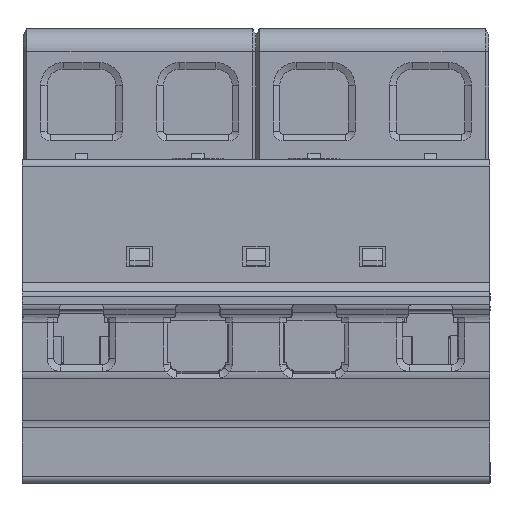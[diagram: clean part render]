
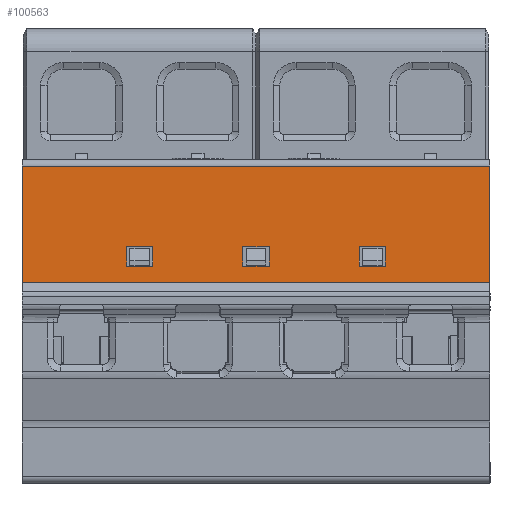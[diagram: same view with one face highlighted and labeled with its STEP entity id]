
A CAD part, left-side view. The second image highlights one B-rep face of the part: STEP entity #100563.
In plain terms, the highlighted planar face has unit normal (-1, 0, 0).
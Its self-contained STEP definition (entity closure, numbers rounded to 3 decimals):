
#11267=DIRECTION('',(0.,0.,1.));
#11268=VECTOR('',#11267,17.8);
#11269=CARTESIAN_POINT('',(0.,0.,25.2));
#11270=LINE('',#11269,#11268);
#14888=DIRECTION('',(0.,0.,1.));
#14889=VECTOR('',#14888,17.8);
#14890=CARTESIAN_POINT('',(0.,71.6,25.2));
#14891=LINE('',#14890,#14889);
#14892=DIRECTION('',(0.,0.,1.));
#14893=VECTOR('',#14892,3.);
#14894=CARTESIAN_POINT('',(0.,33.8,27.7));
#14895=LINE('',#14894,#14893);
#14896=DIRECTION('',(0.,1.,0.));
#14897=VECTOR('',#14896,4.);
#14898=CARTESIAN_POINT('',(0.,33.8,30.7));
#14899=LINE('',#14898,#14897);
#14900=DIRECTION('',(0.,0.,-1.));
#14901=VECTOR('',#14900,3.);
#14902=CARTESIAN_POINT('',(0.,37.8,30.7));
#14903=LINE('',#14902,#14901);
#14904=DIRECTION('',(0.,-1.,0.));
#14905=VECTOR('',#14904,4.);
#14906=CARTESIAN_POINT('',(0.,37.8,27.7));
#14907=LINE('',#14906,#14905);
#14908=DIRECTION('',(0.,1.,0.));
#14909=VECTOR('',#14908,4.);
#14910=CARTESIAN_POINT('',(0.,16.,30.7));
#14911=LINE('',#14910,#14909);
#14912=DIRECTION('',(0.,0.,-1.));
#14913=VECTOR('',#14912,3.);
#14914=CARTESIAN_POINT('',(0.,20.,30.7));
#14915=LINE('',#14914,#14913);
#14916=DIRECTION('',(0.,0.,-1.));
#14917=VECTOR('',#14916,3.);
#14918=CARTESIAN_POINT('',(0.,55.6,30.7));
#14919=LINE('',#14918,#14917);
#14920=DIRECTION('',(0.,-1.,0.));
#14921=VECTOR('',#14920,4.);
#14922=CARTESIAN_POINT('',(0.,55.6,27.7));
#14923=LINE('',#14922,#14921);
#14924=DIRECTION('',(0.,1.,0.));
#14925=VECTOR('',#14924,71.6);
#14926=CARTESIAN_POINT('',(0.,0.,43.));
#14927=LINE('',#14926,#14925);
#34317=DIRECTION('',(0.,1.,0.));
#34318=VECTOR('',#34317,4.);
#34319=CARTESIAN_POINT('',(0.,16.,27.7));
#34320=LINE('',#34319,#34318);
#34325=DIRECTION('',(0.,0.,-1.));
#34326=VECTOR('',#34325,3.);
#34327=CARTESIAN_POINT('',(0.,16.,30.7));
#34328=LINE('',#34327,#34326);
#47411=DIRECTION('',(0.,-1.,0.));
#47412=VECTOR('',#47411,4.);
#47413=CARTESIAN_POINT('',(0.,55.6,30.7));
#47414=LINE('',#47413,#47412);
#47427=DIRECTION('',(0.,0.,-1.));
#47428=VECTOR('',#47427,3.);
#47429=CARTESIAN_POINT('',(0.,51.6,30.7));
#47430=LINE('',#47429,#47428);
#47505=DIRECTION('',(0.,-1.,0.));
#47506=VECTOR('',#47505,71.6);
#47507=CARTESIAN_POINT('',(0.,71.6,25.2));
#47508=LINE('',#47507,#47506);
#63363=CARTESIAN_POINT('',(0.,0.,25.2));
#63364=VERTEX_POINT('',#63363);
#63365=CARTESIAN_POINT('',(0.,0.,43.));
#63366=VERTEX_POINT('',#63365);
#64440=CARTESIAN_POINT('',(0.,71.6,25.2));
#64441=CARTESIAN_POINT('',(0.,71.6,43.));
#64442=VERTEX_POINT('',#64440);
#64443=VERTEX_POINT('',#64441);
#65290=CARTESIAN_POINT('',(0.,33.8,27.7));
#65291=CARTESIAN_POINT('',(0.,33.8,30.7));
#65292=VERTEX_POINT('',#65290);
#65293=VERTEX_POINT('',#65291);
#65294=CARTESIAN_POINT('',(0.,37.8,30.7));
#65295=VERTEX_POINT('',#65294);
#65296=CARTESIAN_POINT('',(0.,37.8,27.7));
#65297=VERTEX_POINT('',#65296);
#65298=CARTESIAN_POINT('',(0.,16.,30.7));
#65299=CARTESIAN_POINT('',(0.,16.,27.7));
#65300=VERTEX_POINT('',#65298);
#65301=VERTEX_POINT('',#65299);
#65302=CARTESIAN_POINT('',(0.,20.,30.7));
#65303=VERTEX_POINT('',#65302);
#65304=CARTESIAN_POINT('',(0.,20.,27.7));
#65305=VERTEX_POINT('',#65304);
#65306=CARTESIAN_POINT('',(0.,55.6,30.7));
#65307=CARTESIAN_POINT('',(0.,55.6,27.7));
#65308=VERTEX_POINT('',#65306);
#65309=VERTEX_POINT('',#65307);
#65310=CARTESIAN_POINT('',(0.,51.6,27.7));
#65311=VERTEX_POINT('',#65310);
#65312=CARTESIAN_POINT('',(0.,51.6,30.7));
#65313=VERTEX_POINT('',#65312);
#100520=CARTESIAN_POINT('',(0.,35.8,-5.5));
#100521=DIRECTION('',(-1.,0.,0.));
#100522=DIRECTION('',(0.,0.,1.));
#100523=AXIS2_PLACEMENT_3D('',#100520,#100521,#100522);
#100524=PLANE('',#100523);
#100525=ORIENTED_EDGE('',*,*,#99613,.T.);
#100527=ORIENTED_EDGE('',*,*,#100526,.F.);
#100528=ORIENTED_EDGE('',*,*,#97956,.F.);
#100530=ORIENTED_EDGE('',*,*,#100529,.F.);
#100531=EDGE_LOOP('',(#100525,#100527,#100528,#100530));
#100532=FACE_OUTER_BOUND('',#100531,.F.);
#100534=ORIENTED_EDGE('',*,*,#100533,.T.);
#100536=ORIENTED_EDGE('',*,*,#100535,.T.);
#100538=ORIENTED_EDGE('',*,*,#100537,.T.);
#100540=ORIENTED_EDGE('',*,*,#100539,.T.);
#100541=EDGE_LOOP('',(#100534,#100536,#100538,#100540));
#100542=FACE_BOUND('',#100541,.F.);
#100544=ORIENTED_EDGE('',*,*,#100543,.F.);
#100546=ORIENTED_EDGE('',*,*,#100545,.T.);
#100548=ORIENTED_EDGE('',*,*,#100547,.T.);
#100550=ORIENTED_EDGE('',*,*,#100549,.F.);
#100551=EDGE_LOOP('',(#100544,#100546,#100548,#100550));
#100552=FACE_BOUND('',#100551,.F.);
#100554=ORIENTED_EDGE('',*,*,#100553,.T.);
#100556=ORIENTED_EDGE('',*,*,#100555,.T.);
#100558=ORIENTED_EDGE('',*,*,#100557,.F.);
#100560=ORIENTED_EDGE('',*,*,#100559,.F.);
#100561=EDGE_LOOP('',(#100554,#100556,#100558,#100560));
#100562=FACE_BOUND('',#100561,.F.);
#100563=ADVANCED_FACE('',(#100532,#100542,#100552,#100562),#100524,.T.);
#97956=EDGE_CURVE('',#63364,#63366,#11270,.T.);
#99613=EDGE_CURVE('',#64442,#64443,#14891,.T.);
#100526=EDGE_CURVE('',#63366,#64443,#14927,.T.);
#100529=EDGE_CURVE('',#64442,#63364,#47508,.T.);
#100533=EDGE_CURVE('',#65292,#65293,#14895,.T.);
#100535=EDGE_CURVE('',#65293,#65295,#14899,.T.);
#100537=EDGE_CURVE('',#65295,#65297,#14903,.T.);
#100539=EDGE_CURVE('',#65297,#65292,#14907,.T.);
#100543=EDGE_CURVE('',#65300,#65301,#34328,.T.);
#100545=EDGE_CURVE('',#65300,#65303,#14911,.T.);
#100547=EDGE_CURVE('',#65303,#65305,#14915,.T.);
#100549=EDGE_CURVE('',#65301,#65305,#34320,.T.);
#100553=EDGE_CURVE('',#65308,#65309,#14919,.T.);
#100555=EDGE_CURVE('',#65309,#65311,#14923,.T.);
#100557=EDGE_CURVE('',#65313,#65311,#47430,.T.);
#100559=EDGE_CURVE('',#65308,#65313,#47414,.T.);
